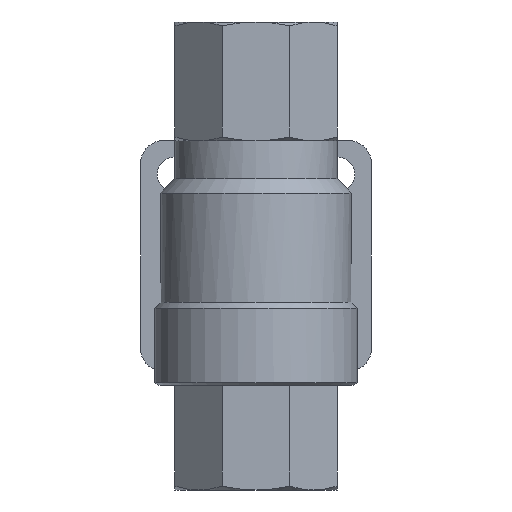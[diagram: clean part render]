
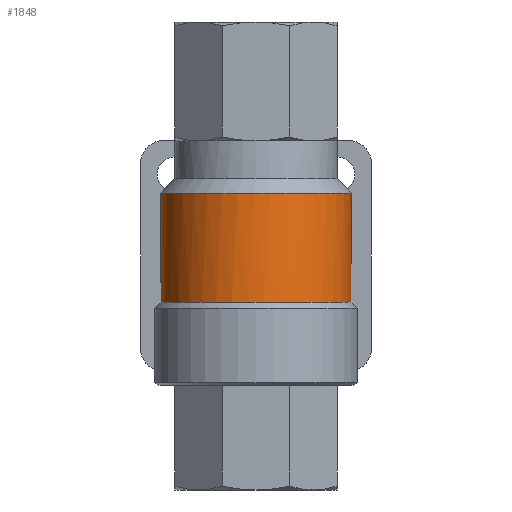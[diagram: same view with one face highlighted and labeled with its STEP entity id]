
A CAD part, front view. The second image highlights one B-rep face of the part: STEP entity #1848.
In plain terms, the highlighted cylindrical face has radius 15.25 mm (diameter 30.5 mm), a partial arc.
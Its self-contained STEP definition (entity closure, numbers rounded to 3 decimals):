
#21=CYLINDRICAL_SURFACE('',#1995,15.25);
#92=CIRCLE('',#1993,15.25);
#94=CIRCLE('',#1996,15.25);
#514=ORIENTED_EDGE('',*,*,#1054,.F.);
#515=ORIENTED_EDGE('',*,*,#1055,.F.);
#516=ORIENTED_EDGE('',*,*,#1056,.F.);
#517=ORIENTED_EDGE('',*,*,#1051,.T.);
#1051=EDGE_CURVE('',#1316,#1317,#92,.T.);
#1054=EDGE_CURVE('',#1319,#1317,#1438,.T.);
#1055=EDGE_CURVE('',#1320,#1319,#94,.T.);
#1056=EDGE_CURVE('',#1316,#1320,#1439,.T.);
#1316=VERTEX_POINT('',#2866);
#1317=VERTEX_POINT('',#2867);
#1319=VERTEX_POINT('',#2888);
#1320=VERTEX_POINT('',#2890);
#1438=B_SPLINE_CURVE_WITH_KNOTS('',3,(#2878,#2879,#2880,#2881,#2882,#2883,
#2884,#2885,#2886,#2887),.UNSPECIFIED.,.F.,.F.,(4,1,1,1,1,1,1,4),(0.011,
0.014,0.016,0.019,0.022,
0.024,0.027,0.032),.UNSPECIFIED.);
#1439=B_SPLINE_CURVE_WITH_KNOTS('',3,(#2891,#2892,#2893,#2894,#2895,#2896,
#2897,#2898,#2899,#2900),.UNSPECIFIED.,.F.,.F.,(4,1,1,1,1,1,1,4),(0.045,
0.051,0.053,0.056,0.059,
0.061,0.064,0.067),.UNSPECIFIED.);
#1509=EDGE_LOOP('',(#514,#515,#516,#517));
#1650=FACE_BOUND('',#1509,.T.);
#1848=ADVANCED_FACE('',(#1650),#21,.T.);
#1993=AXIS2_PLACEMENT_3D('',#2865,#2265,#2266);
#1995=AXIS2_PLACEMENT_3D('',#2877,#2269,#2270);
#1996=AXIS2_PLACEMENT_3D('',#2889,#2271,#2272);
#2265=DIRECTION('',(0.,0.,-1.));
#2266=DIRECTION('',(-1.,0.,0.));
#2269=DIRECTION('',(0.,0.,-1.));
#2270=DIRECTION('',(-1.,0.,0.));
#2271=DIRECTION('',(0.,0.,-1.));
#2272=DIRECTION('',(-1.,0.,0.));
#2865=CARTESIAN_POINT('',(0.,0.,-27.405));
#2866=CARTESIAN_POINT('',(6.11,13.973,-27.405));
#2867=CARTESIAN_POINT('',(-6.11,13.973,-27.405));
#2877=CARTESIAN_POINT('',(0.,0.,-75.));
#2878=CARTESIAN_POINT('',(-9.187,12.172,-44.905));
#2879=CARTESIAN_POINT('',(-9.694,11.789,-44.276));
#2880=CARTESIAN_POINT('',(-10.568,11.031,-42.934));
#2881=CARTESIAN_POINT('',(-11.488,10.047,-40.586));
#2882=CARTESIAN_POINT('',(-11.895,9.541,-37.944));
#2883=CARTESIAN_POINT('',(-11.684,9.809,-35.25));
#2884=CARTESIAN_POINT('',(-10.915,10.682,-32.791));
#2885=CARTESIAN_POINT('',(-9.327,12.165,-29.968));
#2886=CARTESIAN_POINT('',(-7.548,13.344,-28.275));
#2887=CARTESIAN_POINT('',(-6.11,13.973,-27.405));
#2888=CARTESIAN_POINT('',(-9.187,12.172,-44.905));
#2889=CARTESIAN_POINT('',(0.,0.,-44.905));
#2890=CARTESIAN_POINT('',(9.187,12.172,-44.905));
#2891=CARTESIAN_POINT('',(6.11,13.973,-27.405));
#2892=CARTESIAN_POINT('',(7.545,13.345,-28.274));
#2893=CARTESIAN_POINT('',(9.333,12.16,-29.976));
#2894=CARTESIAN_POINT('',(10.915,10.682,-32.793));
#2895=CARTESIAN_POINT('',(11.684,9.81,-35.247));
#2896=CARTESIAN_POINT('',(11.895,9.541,-37.946));
#2897=CARTESIAN_POINT('',(11.488,10.047,-40.586));
#2898=CARTESIAN_POINT('',(10.569,11.031,-42.934));
#2899=CARTESIAN_POINT('',(9.693,11.79,-44.277));
#2900=CARTESIAN_POINT('',(9.187,12.172,-44.905));
